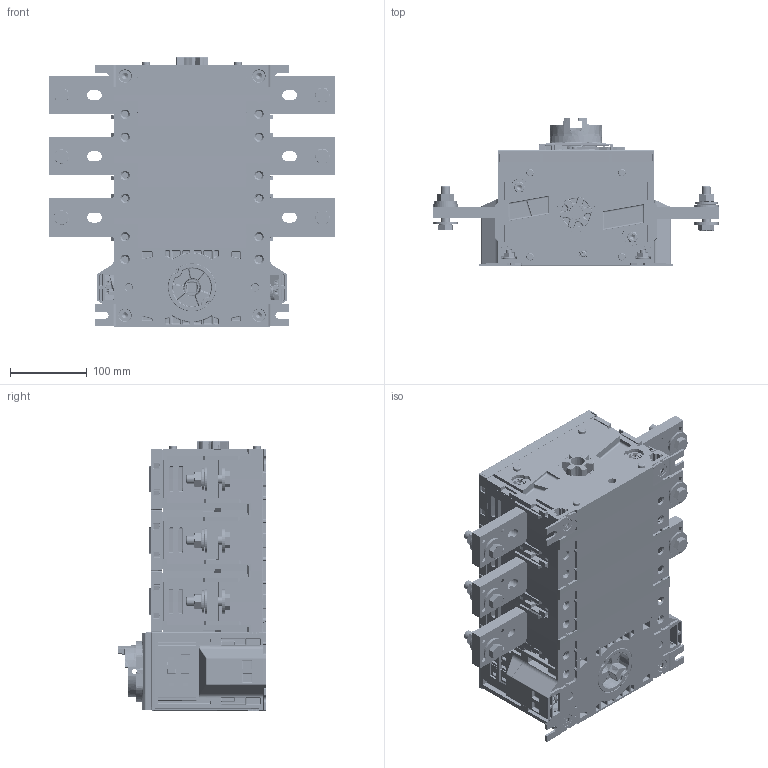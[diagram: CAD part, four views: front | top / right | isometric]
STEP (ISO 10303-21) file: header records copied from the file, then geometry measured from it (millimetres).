
FILE_DESCRIPTION(/* description */ (''),/* implementation_level */ '2;1');
FILE_NAME(/* name */ 'FILE_STP_CAD_DRAWING_3D_GL1001C1-2000T3C1_prt.stp',/* time_stamp */ '2025-04-14T15:14:33+02:00',/* author */ (''),/* organization */ (''),/* preprocessor_version */ 'ST-DEVELOPER v16.7',/* originating_system */ 'SIEMENS PLM Software NX 12.0',/* authorisation */ '');
FILE_SCHEMA (('AUTOMOTIVE_DESIGN { 1 0 10303 214 3 1 1 1 }'));
Products named in the file (1): 3D_GL1001C1-2000T3C1
Bounding box: 375 x 194.46 x 351.85 mm (x, y, z)
Surface area: 836600 mm2 (no closed solid volume)
Topology: 0 solids, 434 shells, 5212 faces, 18712 edges, 13376 vertices
Faces by surface type: plane 2149, cylinder 1514, bspline 689, sphere 340, cone 339, torus 181
Full cylindrical faces by diameter (mm): 5.5 x1, 7 x1, 7.76 x4, 7.93 x1, 8.5 x3, 10 x3, 11.732 x6, 15.8 x1, 16.63 x6, 29 x6, 32 x12, 36.681 x1
Entity records: 231420 total; most frequent: CARTESIAN_POINT 77516, DIRECTION 30762, ORIENTED_EDGE 27922, EDGE_CURVE 18155, VERTEX_POINT 13336, AXIS2_PLACEMENT_3D 10408, LINE 9946, VECTOR 9946
